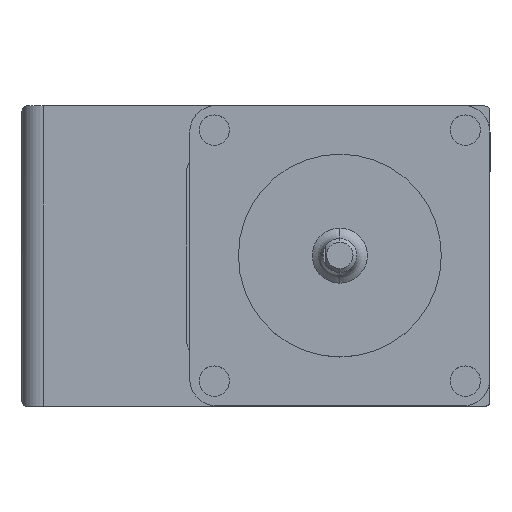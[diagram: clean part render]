
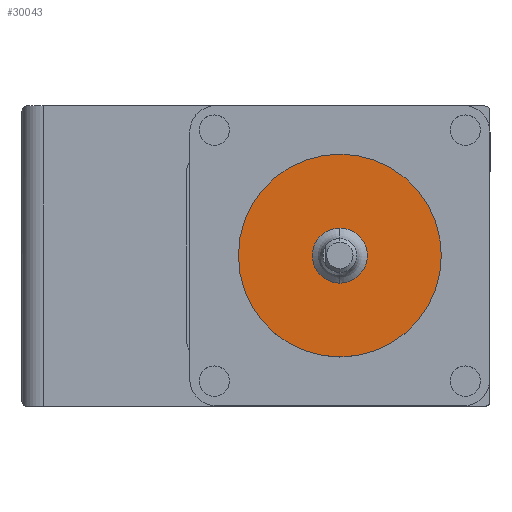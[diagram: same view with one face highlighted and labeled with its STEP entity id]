
A CAD part, top view. The second image highlights one B-rep face of the part: STEP entity #30043.
In plain terms, the highlighted planar face has unit normal (0, 0, 1).
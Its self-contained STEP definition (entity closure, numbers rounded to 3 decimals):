
#4556 = DIRECTION ( 'NONE',  ( 0., 0., 1. ) ) ;
#5143 = PLANE ( 'NONE',  #60869 ) ;
#7724 = CARTESIAN_POINT ( 'NONE',  ( 0., 0., -8.9 ) ) ;
#10327 = DIRECTION ( 'NONE',  ( 0., 1., 0. ) ) ;
#10565 = EDGE_CURVE ( 'NONE', #32885, #47549, #54122, .T. ) ;
#12723 = DIRECTION ( 'NONE',  ( 0., 1., 0. ) ) ;
#15225 = CARTESIAN_POINT ( 'NONE',  ( 0., -19.05, -8.9 ) ) ;
#21235 = EDGE_LOOP ( 'NONE', ( #56588, #34369 ) ) ;
#23162 = FACE_OUTER_BOUND ( 'NONE', #21235, .T. ) ;
#27407 = AXIS2_PLACEMENT_3D ( 'NONE', #7724, #42297, #12723 ) ;
#30043 = ADVANCED_FACE ( 'NONE', ( #23162 ), #5143, .T. ) ;
#32885 = VERTEX_POINT ( 'NONE', #15225 ) ;
#34176 = CARTESIAN_POINT ( 'NONE',  ( 0., 0., -8.9 ) ) ;
#34369 = ORIENTED_EDGE ( 'NONE', *, *, #36805, .T. ) ;
#34946 = CARTESIAN_POINT ( 'NONE',  ( 0., 0., -8.9 ) ) ;
#36805 = EDGE_CURVE ( 'NONE', #47549, #32885, #42751, .T. ) ;
#39132 = DIRECTION ( 'NONE',  ( 0., 1., 0. ) ) ;
#39892 = DIRECTION ( 'NONE',  ( 0., 0., 1. ) ) ;
#42297 = DIRECTION ( 'NONE',  ( 0., 0., 1. ) ) ;
#42751 = CIRCLE ( 'NONE', #44426, 19.05 ) ;
#44426 = AXIS2_PLACEMENT_3D ( 'NONE', #34176, #4556, #39132 ) ;
#47549 = VERTEX_POINT ( 'NONE', #59619 ) ;
#54122 = CIRCLE ( 'NONE', #27407, 19.05 ) ;
#56588 = ORIENTED_EDGE ( 'NONE', *, *, #10565, .T. ) ;
#59619 = CARTESIAN_POINT ( 'NONE',  ( 0., 19.05, -8.9 ) ) ;
#60869 = AXIS2_PLACEMENT_3D ( 'NONE', #34946, #39892, #10327 ) ;
